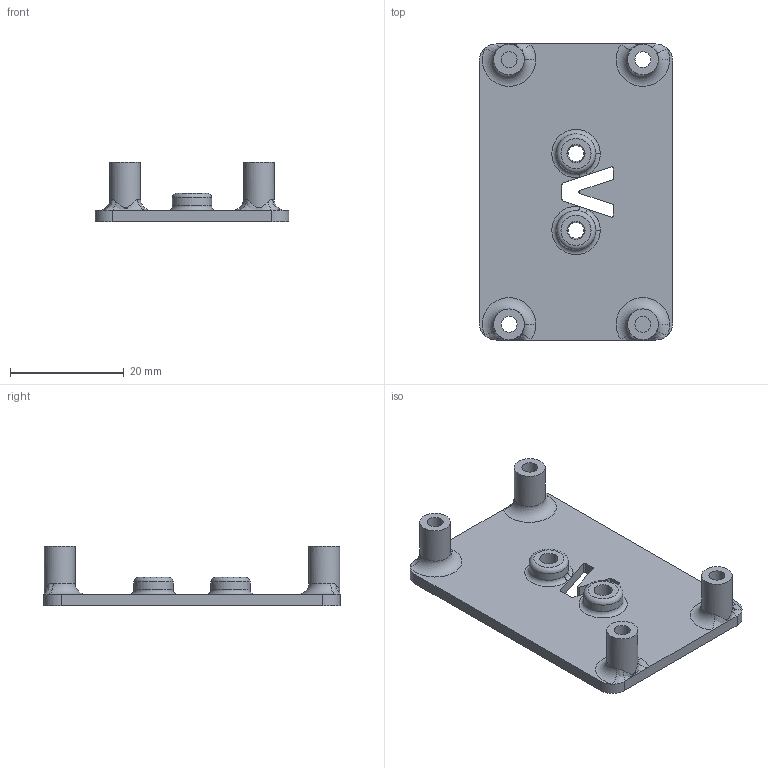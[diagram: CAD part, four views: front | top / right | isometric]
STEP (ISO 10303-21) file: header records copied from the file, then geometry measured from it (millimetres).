
FILE_DESCRIPTION(('FreeCAD Model'),'2;1');
FILE_NAME('Open CASCADE Shape Model','2025-09-24T18:02:18',(''),(''), 'Open CASCADE STEP processor 7.8','FreeCAD','Unknown');
FILE_SCHEMA(('AUTOMOTIVE_DESIGN { 1 0 10303 214 1 1 1 1 }'));
Length unit declared in the file: millimetre
Products named in the file (1): BasePlate
Bounding box: 34 x 52 x 10.5 mm (x, y, z)
Volume: 4121.3 mm3; surface area: 4898.9 mm2
Topology: 1 solids, 1 shells, 78 faces, 188 edges, 116 vertices
Faces by surface type: cylinder 27, plane 23, torus 14, bspline 10, cone 4
Full cylindrical faces by diameter (mm): 2.8 x6, 3.2 x2, 4 x2, 5.4 x4, 6.9 x2
Entity records: 2964 total; most frequent: CARTESIAN_POINT 1153, DIRECTION 388, ORIENTED_EDGE 376, EDGE_CURVE 188, AXIS2_PLACEMENT_3D 161, VERTEX_POINT 116, FACE_BOUND 92, EDGE_LOOP 92
